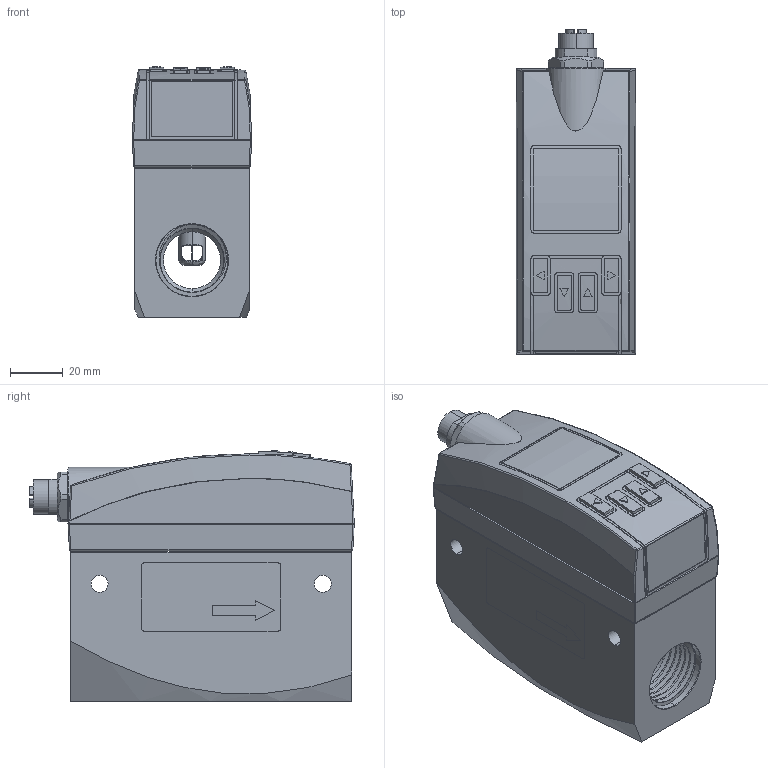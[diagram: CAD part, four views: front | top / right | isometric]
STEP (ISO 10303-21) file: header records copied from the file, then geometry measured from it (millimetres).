
FILE_DESCRIPTION (( 'STEP AP203' ), '1' );
FILE_NAME ('60202003_3d_x_a.STEP', '2022-09-19T13:34:24', ( '' ), ( '' ), 'SwSTEP 2.0', 'SolidWorks 2020', '' );
FILE_SCHEMA (( 'CONFIG_CONTROL_DESIGN' ));
Length unit declared in the file: millimetre
Products named in the file (1): 60202003_3d_x_a
Bounding box: 45.5 x 123.62 x 95.48 mm (x, y, z)
Volume: 380864 mm3; surface area: 69582.2 mm2
Topology: 6 solids, 10 shells, 506 faces, 1286 edges, 841 vertices
Faces by surface type: cylinder 216, plane 212, bspline 37, cone 26, sphere 12, torus 3
Entity records: 25290 total; most frequent: CARTESIAN_POINT 13532, ORIENTED_EDGE 2572, DIRECTION 2200, EDGE_CURVE 1286, VERTEX_POINT 841, AXIS2_PLACEMENT_3D 786, LINE 628, VECTOR 628
